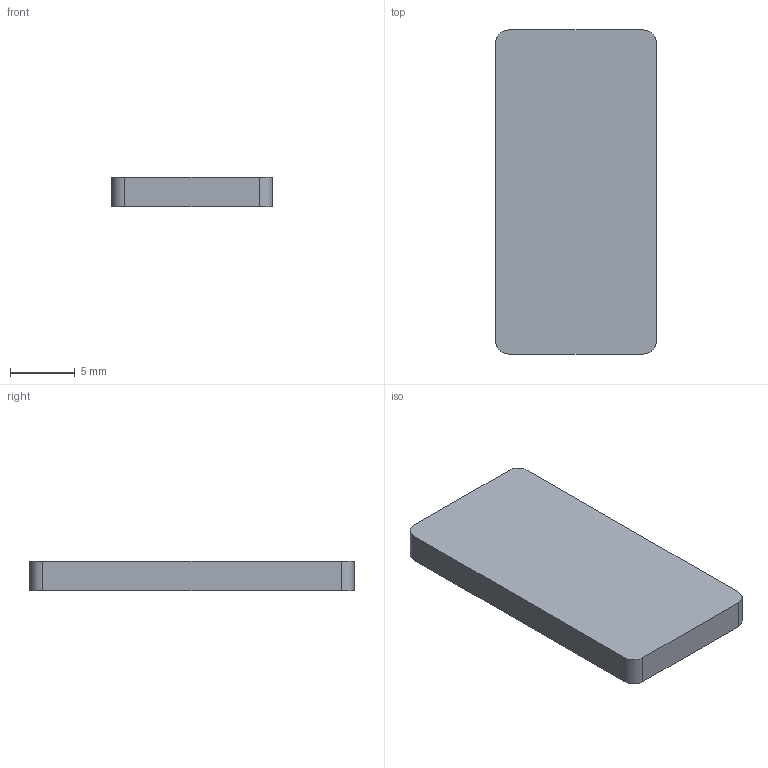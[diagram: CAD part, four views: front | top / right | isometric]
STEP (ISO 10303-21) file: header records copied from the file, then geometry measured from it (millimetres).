
FILE_DESCRIPTION(('Open CASCADE Model'),'2;1');
FILE_NAME('Open CASCADE Shape Model','2018-12-14T14:00:59',('Author'),( 'Open CASCADE'),'Open CASCADE STEP processor 6.8','Open CASCADE 6.8' ,'Unknown');
FILE_SCHEMA(('AUTOMOTIVE_DESIGN { 1 0 10303 214 1 1 1 1 }'));
Length unit declared in the file: millimetre
Products named in the file (22): PCB; Board; D2; 5821829504; Extruded; 5821829312; 5821829120; 5821828928; C2; 5821829888; 5821829696; C1; IC1; 5821828736; D1; sot363
Assembly tree (26 placements, depth 4):
  PCB
    Board
    D2
      5821829504  x2
        Extruded
      5821829312
        Extruded
      5821829120
        Extruded
      5821828928
        Extruded
    C2
      5821829888  x2
        Extruded
      5821829696
        Extruded
    C1
      5821829888  x2
        Extruded
      5821829696
        Extruded
    IC1
      5821828736
        Extruded
    D1
      sot363
Bounding box: 12.4 x 25 x 2.27 mm (x, y, z)
Volume: 707.2 mm3; surface area: 822.6 mm2
Topology: 14 solids, 14 shells, 181 faces, 436 edges, 284 vertices
Faces by surface type: plane 143, cylinder 36, cone 2
Entity records: 5632 total; most frequent: CARTESIAN_POINT 834, DIRECTION 780, ORIENTED_EDGE 752, EDGE_CURVE 376, LINE 304, VECTOR 304, VERTEX_POINT 244, AXIS2_PLACEMENT_3D 238
